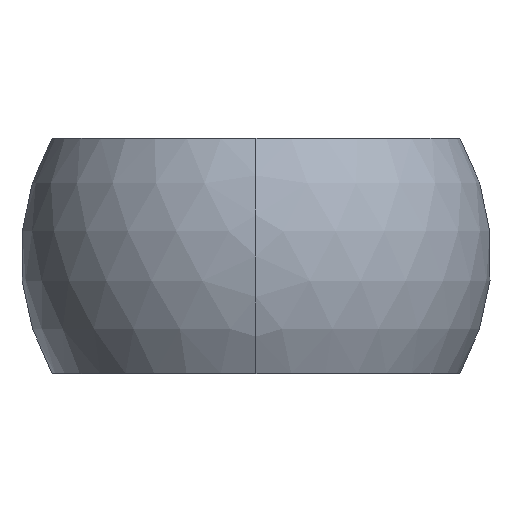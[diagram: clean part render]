
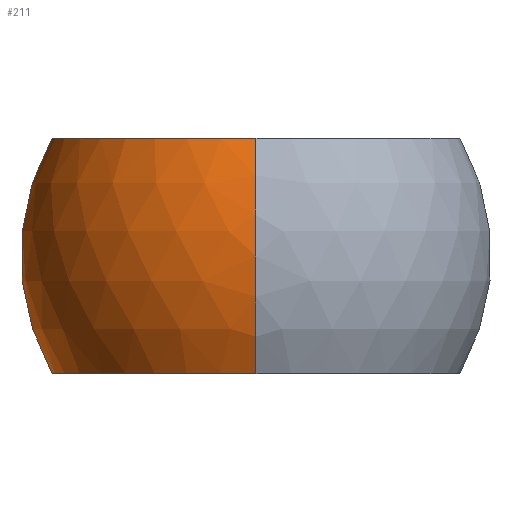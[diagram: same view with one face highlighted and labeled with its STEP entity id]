
A CAD part, left-side view. The second image highlights one B-rep face of the part: STEP entity #211.
In plain terms, the highlighted spherical face has radius 6 mm.
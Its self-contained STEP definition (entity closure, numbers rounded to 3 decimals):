
#151=EDGE_CURVE('',#221,#235,#344,.T.);
#175=VERTEX_POINT('',#369);
#181=VERTEX_POINT('',#376);
#201=EDGE_CURVE('',#175,#181,#398,.T.);
#211=ADVANCED_FACE('',(#410),#411,.T.);
#221=VERTEX_POINT('',#423);
#233=EDGE_CURVE('',#235,#175,#439,.T.);
#235=VERTEX_POINT('',#441);
#249=EDGE_CURVE('',#181,#221,#455,.T.);
#344=CIRCLE('',#592,3.529);
#369=CARTESIAN_POINT('',(-5.196,0.,3.0));
#376=CARTESIAN_POINT('',(-5.196,0.,-3.0));
#398=CIRCLE('',#679,6.0);
#410=FACE_OUTER_BOUND('',#692,.T.);
#411=SPHERICAL_SURFACE('',#693,6.0);
#423=CARTESIAN_POINT('',(4.852,1.859,-3.0));
#439=CIRCLE('',#727,5.196);
#441=CARTESIAN_POINT('',(4.852,1.859,3.0));
#455=CIRCLE('',#748,5.196);
#592=AXIS2_PLACEMENT_3D('',#880,#881,#882);
#679=AXIS2_PLACEMENT_3D('',#937,#938,#939);
#692=EDGE_LOOP('',(#954,#955,#956,#957));
#693=AXIS2_PLACEMENT_3D('',#958,#959,#960);
#727=AXIS2_PLACEMENT_3D('',#1006,#1007,#1008);
#748=AXIS2_PLACEMENT_3D('',#1021,#1022,#1023);
#880=CARTESIAN_POINT('',(4.852,0.0,0.0));
#881=DIRECTION('',(1.0,0.0,0.0));
#882=DIRECTION('',(0.0,1.0,0.0));
#937=CARTESIAN_POINT('',(0.0,0.0,0.0));
#938=DIRECTION('',(0.,-1.0,0.0));
#939=DIRECTION('',(0.0,0.0,1.0));
#954=ORIENTED_EDGE('',*,*,#201,.F.);
#955=ORIENTED_EDGE('',*,*,#233,.F.);
#956=ORIENTED_EDGE('',*,*,#151,.F.);
#957=ORIENTED_EDGE('',*,*,#249,.F.);
#958=CARTESIAN_POINT('',(0.0,0.0,0.0));
#959=DIRECTION('',(0.0,0.0,1.0));
#960=DIRECTION('',(1.0,0.0,0.0));
#1006=CARTESIAN_POINT('',(0.0,0.0,3.0));
#1007=DIRECTION('',(0.0,-0.0,1.0));
#1008=DIRECTION('',(0.0,1.0,0.0));
#1021=CARTESIAN_POINT('',(0.0,0.0,-3.0));
#1022=DIRECTION('',(-0.0,-0.0,-1.0));
#1023=DIRECTION('',(0.0,-1.0,0.0));
